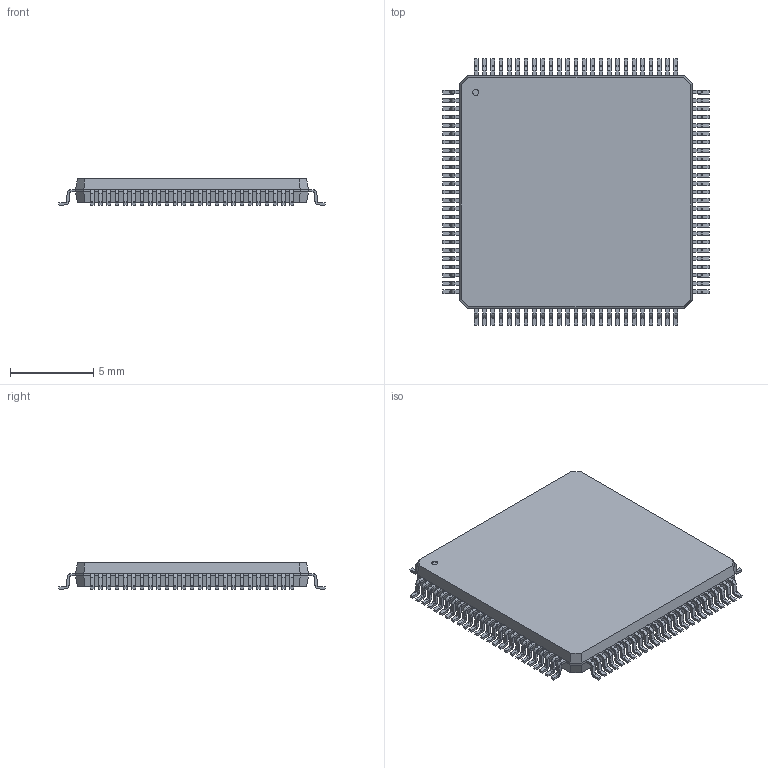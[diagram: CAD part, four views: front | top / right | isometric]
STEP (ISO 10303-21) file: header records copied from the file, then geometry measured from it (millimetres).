
FILE_DESCRIPTION(/* description */ (''),/* implementation_level */ '2;1');
FILE_NAME(/* name */ 'LQFP-100_14x14mm_P0.5mm-3D.step',/* time_stamp */ '2022-02-08T16:56:43+02:00',/* author */ (''),/* organization */ (''),/* preprocessor_version */ 'ST-DEVELOPER v18.1',/* originating_system */ 'Autodesk Translation Framework v10.13.0.1454',/* authorisation */ '');
FILE_SCHEMA (('AUTOMOTIVE_DESIGN { 1 0 10303 214 3 1 1 }'));
Length unit declared in the file: millimetre
Products named in the file (1): (Unsaved)
Bounding box: 16 x 16 x 1.6 mm (x, y, z)
Volume: 284.5 mm3; surface area: 582.7 mm2
Topology: 101 solids, 101 shells, 1428 faces, 3659 edges, 2434 vertices
Faces by surface type: plane 1027, cylinder 401
Full cylindrical faces by diameter (mm): 0.357 x1
Entity records: 43065 total; most frequent: CARTESIAN_POINT 7522, DIRECTION 7319, ORIENTED_EDGE 7318, EDGE_CURVE 3659, LINE 2857, VECTOR 2857, VERTEX_POINT 2434, AXIS2_PLACEMENT_3D 2231
